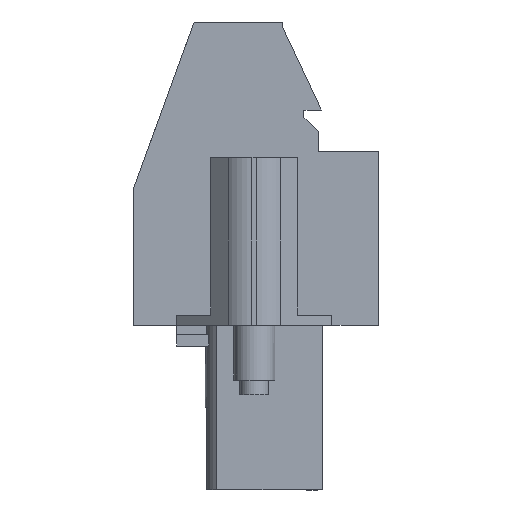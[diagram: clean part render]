
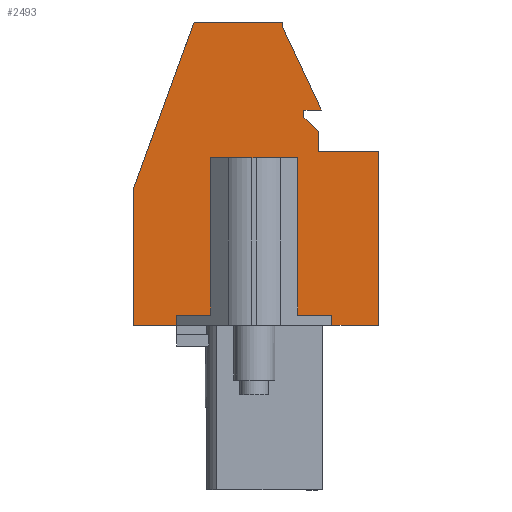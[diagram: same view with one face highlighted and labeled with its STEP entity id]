
A CAD part, left-side view. The second image highlights one B-rep face of the part: STEP entity #2493.
In plain terms, the highlighted planar face has unit normal (-1, 0, 0).
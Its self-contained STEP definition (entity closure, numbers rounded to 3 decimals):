
#1031=AXIS2_PLACEMENT_3D('Plane Axis2P3D',#1028,#1029,#1030) ;
#107=CARTESIAN_POINT('Line Origine',(3.47,1.125,7.95)) ;
#111=CARTESIAN_POINT('Vertex',(3.47,2.25,7.95)) ;
#113=CARTESIAN_POINT('Vertex',(3.47,0.,7.95)) ;
#162=CARTESIAN_POINT('Vertex',(3.47,9.75,7.95)) ;
#165=CARTESIAN_POINT('Line Origine',(3.47,10.79,7.95)) ;
#169=CARTESIAN_POINT('Vertex',(3.47,11.83,7.95)) ;
#1028=CARTESIAN_POINT('Axis2P3D Location',(3.47,12.132,0.)) ;
#2381=CARTESIAN_POINT('Line Origine',(3.47,0.,12.15)) ;
#2385=CARTESIAN_POINT('Vertex',(3.47,0.,16.35)) ;
#2388=CARTESIAN_POINT('Line Origine',(3.47,1.45,16.35)) ;
#2392=CARTESIAN_POINT('Vertex',(3.47,2.9,16.35)) ;
#2395=CARTESIAN_POINT('Line Origine',(3.47,2.9,16.825)) ;
#2399=CARTESIAN_POINT('Vertex',(3.47,2.9,17.3)) ;
#2402=CARTESIAN_POINT('Line Origine',(3.47,3.25,17.65)) ;
#2406=CARTESIAN_POINT('Vertex',(3.47,3.6,18.)) ;
#2409=CARTESIAN_POINT('Line Origine',(3.47,3.6,18.175)) ;
#2413=CARTESIAN_POINT('Vertex',(3.47,3.6,18.35)) ;
#2416=CARTESIAN_POINT('Line Origine',(3.47,3.18,18.35)) ;
#2420=CARTESIAN_POINT('Vertex',(3.47,2.76,18.35)) ;
#2423=CARTESIAN_POINT('Line Origine',(3.47,3.704,20.375)) ;
#2427=CARTESIAN_POINT('Vertex',(3.47,4.649,22.4)) ;
#2430=CARTESIAN_POINT('Line Origine',(3.47,4.649,22.5)) ;
#2434=CARTESIAN_POINT('Vertex',(3.47,4.649,22.6)) ;
#2437=CARTESIAN_POINT('Line Origine',(3.47,6.778,22.6)) ;
#2441=CARTESIAN_POINT('Vertex',(3.47,8.908,22.6)) ;
#2444=CARTESIAN_POINT('Line Origine',(3.47,10.369,18.586)) ;
#2448=CARTESIAN_POINT('Vertex',(3.47,11.83,14.572)) ;
#2451=CARTESIAN_POINT('Line Origine',(3.47,11.83,11.261)) ;
#2456=CARTESIAN_POINT('Line Origine',(3.47,9.75,8.2)) ;
#2460=CARTESIAN_POINT('Vertex',(3.47,9.75,8.45)) ;
#2463=CARTESIAN_POINT('Line Origine',(3.47,6.,8.45)) ;
#2467=CARTESIAN_POINT('Vertex',(3.47,2.25,8.45)) ;
#2470=CARTESIAN_POINT('Line Origine',(3.47,2.25,8.2)) ;
#108=DIRECTION('Vector Direction',(0.,1.,0.)) ;
#166=DIRECTION('Vector Direction',(0.,-1.,0.)) ;
#1029=DIRECTION('Axis2P3D Direction',(-1.,0.,0.)) ;
#1030=DIRECTION('Axis2P3D XDirection',(0.,-1.,0.)) ;
#2382=DIRECTION('Vector Direction',(0.,0.,1.)) ;
#2389=DIRECTION('Vector Direction',(0.,1.,0.)) ;
#2396=DIRECTION('Vector Direction',(0.,0.,1.)) ;
#2403=DIRECTION('Vector Direction',(0.,0.707,0.707)) ;
#2410=DIRECTION('Vector Direction',(0.,0.,1.)) ;
#2417=DIRECTION('Vector Direction',(0.,-1.,0.)) ;
#2424=DIRECTION('Vector Direction',(0.,0.423,0.906)) ;
#2431=DIRECTION('Vector Direction',(0.,0.,1.)) ;
#2438=DIRECTION('Vector Direction',(0.,1.,0.)) ;
#2445=DIRECTION('Vector Direction',(0.,0.342,-0.94)) ;
#2452=DIRECTION('Vector Direction',(0.,0.,1.)) ;
#2457=DIRECTION('Vector Direction',(0.,0.,1.)) ;
#2464=DIRECTION('Vector Direction',(0.,1.,0.)) ;
#2471=DIRECTION('Vector Direction',(0.,0.,1.)) ;
#109=VECTOR('Line Direction',#108,1.) ;
#167=VECTOR('Line Direction',#166,1.) ;
#2383=VECTOR('Line Direction',#2382,1.) ;
#2390=VECTOR('Line Direction',#2389,1.) ;
#2397=VECTOR('Line Direction',#2396,1.) ;
#2404=VECTOR('Line Direction',#2403,1.) ;
#2411=VECTOR('Line Direction',#2410,1.) ;
#2418=VECTOR('Line Direction',#2417,1.) ;
#2425=VECTOR('Line Direction',#2424,1.) ;
#2432=VECTOR('Line Direction',#2431,1.) ;
#2439=VECTOR('Line Direction',#2438,1.) ;
#2446=VECTOR('Line Direction',#2445,1.) ;
#2453=VECTOR('Line Direction',#2452,1.) ;
#2458=VECTOR('Line Direction',#2457,1.) ;
#2465=VECTOR('Line Direction',#2464,1.) ;
#2472=VECTOR('Line Direction',#2471,1.) ;
#2476=ORIENTED_EDGE('',*,*,#115,.T.) ;
#2477=ORIENTED_EDGE('',*,*,#2387,.T.) ;
#2478=ORIENTED_EDGE('',*,*,#2394,.T.) ;
#2479=ORIENTED_EDGE('',*,*,#2401,.T.) ;
#2480=ORIENTED_EDGE('',*,*,#2408,.T.) ;
#2481=ORIENTED_EDGE('',*,*,#2415,.T.) ;
#2482=ORIENTED_EDGE('',*,*,#2422,.T.) ;
#2483=ORIENTED_EDGE('',*,*,#2429,.T.) ;
#2484=ORIENTED_EDGE('',*,*,#2436,.T.) ;
#2485=ORIENTED_EDGE('',*,*,#2443,.T.) ;
#2486=ORIENTED_EDGE('',*,*,#2450,.T.) ;
#2487=ORIENTED_EDGE('',*,*,#2455,.T.) ;
#2488=ORIENTED_EDGE('',*,*,#171,.F.) ;
#2489=ORIENTED_EDGE('',*,*,#2462,.T.) ;
#2490=ORIENTED_EDGE('',*,*,#2469,.F.) ;
#2491=ORIENTED_EDGE('',*,*,#2474,.F.) ;
#2493=ADVANCED_FACE('HOUSING',(#2492),#1032,.T.) ;
#115=EDGE_CURVE('',#112,#114,#110,.F.) ;
#171=EDGE_CURVE('',#163,#170,#168,.F.) ;
#2387=EDGE_CURVE('',#114,#2386,#2384,.T.) ;
#2394=EDGE_CURVE('',#2386,#2393,#2391,.T.) ;
#2401=EDGE_CURVE('',#2393,#2400,#2398,.T.) ;
#2408=EDGE_CURVE('',#2400,#2407,#2405,.T.) ;
#2415=EDGE_CURVE('',#2407,#2414,#2412,.T.) ;
#2422=EDGE_CURVE('',#2414,#2421,#2419,.T.) ;
#2429=EDGE_CURVE('',#2421,#2428,#2426,.T.) ;
#2436=EDGE_CURVE('',#2428,#2435,#2433,.T.) ;
#2443=EDGE_CURVE('',#2435,#2442,#2440,.T.) ;
#2450=EDGE_CURVE('',#2442,#2449,#2447,.T.) ;
#2455=EDGE_CURVE('',#2449,#170,#2454,.F.) ;
#2462=EDGE_CURVE('',#163,#2461,#2459,.T.) ;
#2469=EDGE_CURVE('',#2468,#2461,#2466,.T.) ;
#2474=EDGE_CURVE('',#112,#2468,#2473,.T.) ;
#2475=EDGE_LOOP('',(#2476,#2477,#2478,#2479,#2480,#2481,#2482,#2483,#2484,#2485,#2486,#2487,#2488,#2489,#2490,#2491)) ;
#2492=FACE_OUTER_BOUND('',#2475,.T.) ;
#110=LINE('Line',#107,#109) ;
#168=LINE('Line',#165,#167) ;
#2384=LINE('Line',#2381,#2383) ;
#2391=LINE('Line',#2388,#2390) ;
#2398=LINE('Line',#2395,#2397) ;
#2405=LINE('Line',#2402,#2404) ;
#2412=LINE('Line',#2409,#2411) ;
#2419=LINE('Line',#2416,#2418) ;
#2426=LINE('Line',#2423,#2425) ;
#2433=LINE('Line',#2430,#2432) ;
#2440=LINE('Line',#2437,#2439) ;
#2447=LINE('Line',#2444,#2446) ;
#2454=LINE('Line',#2451,#2453) ;
#2459=LINE('Line',#2456,#2458) ;
#2466=LINE('Line',#2463,#2465) ;
#2473=LINE('Line',#2470,#2472) ;
#1032=PLANE('',#1031) ;
#112=VERTEX_POINT('',#111) ;
#114=VERTEX_POINT('',#113) ;
#163=VERTEX_POINT('',#162) ;
#170=VERTEX_POINT('',#169) ;
#2386=VERTEX_POINT('',#2385) ;
#2393=VERTEX_POINT('',#2392) ;
#2400=VERTEX_POINT('',#2399) ;
#2407=VERTEX_POINT('',#2406) ;
#2414=VERTEX_POINT('',#2413) ;
#2421=VERTEX_POINT('',#2420) ;
#2428=VERTEX_POINT('',#2427) ;
#2435=VERTEX_POINT('',#2434) ;
#2442=VERTEX_POINT('',#2441) ;
#2449=VERTEX_POINT('',#2448) ;
#2461=VERTEX_POINT('',#2460) ;
#2468=VERTEX_POINT('',#2467) ;
